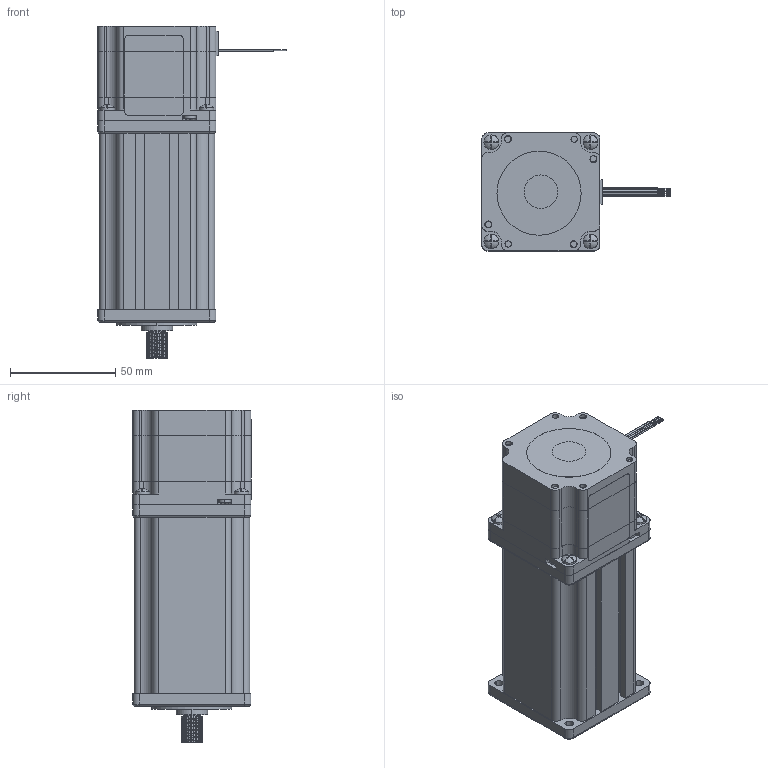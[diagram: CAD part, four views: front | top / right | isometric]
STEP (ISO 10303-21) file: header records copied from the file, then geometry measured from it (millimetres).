
FILE_DESCRIPTION (( 'STEP AP214' ), '1' );
FILE_NAME ('23C21-150.STEP', '2023-03-07T07:52:55', ( '' ), ( '' ), 'SwSTEP 2.0', 'SolidWorks 2022', '' );
FILE_SCHEMA (( 'AUTOMOTIVE_DESIGN' ));
Length unit declared in the file: millimetre
Products named in the file (33): 15-001-037(23H2047）.STP; 05-0135-7（固定轴电机螺杆）.STP; 09-009-3(绿).STP; 10-014（固定轴轴套）.STP; 23C21-150.STP; 02-026-3(3A).STP; 10-004(调整垫).STP; 23C21-150; 07-005（57磁钢）.STP; 11-031固定轴螺钉.STP; 03-023(23E2047转子总成).STP; 06-015-11（固定轴电机螺母W导程）.STP; 01-030（固定轴客户安装板）.STP; 08-008-7（滑轨）.STP; 01-011(前盖).STP; 01-028（固定轴电机安装板）.STP; 07-011(6902ZZ).STP; 02-025(23H2047).STP; 57单厚标签.STP; 09-009-2(红白).STP; 润滑油脂.STP; 12-008(4线护线套).STP; 03-021(23H2047转子叠片).STP; 01-012(后盖).STP; 11-009(M3x41).STP; 04-027-7(固定轴电机标准轴）.STP; 09-009-4(绿白).STP; 04-017.STP; 11-022（固定轴销）.STP; 09-009-1(红).STP; 57铭牌.STP; 06-009(预紧螺母).STP; 12-020-1(23H2047).STP
Assembly tree (49 placements, depth 4):
  23C21-150
    23C21-150.STP
      02-026-3(3A).STP
        02-025(23H2047).STP
        12-020-1(23H2047).STP  x2
        15-001-037(23H2047）.STP
        12-008(4线护线套).STP
        09-009-1(红).STP
        09-009-2(红白).STP
        09-009-3(绿).STP
        09-009-4(绿白).STP
      03-023(23E2047转子总成).STP
        03-021(23H2047转子叠片).STP
        07-005（57磁钢）.STP
        04-017.STP
      01-011(前盖).STP
      01-012(后盖).STP
      06-009(预紧螺母).STP
      07-011(6902ZZ).STP  x2
      10-004(调整垫).STP
      11-009(M3x41).STP  x4
      润滑油脂.STP
      01-028（固定轴电机安装板）.STP
      01-030（固定轴客户安装板）.STP
      08-008-7（滑轨）.STP
      11-022（固定轴销）.STP  x2
      11-031固定轴螺钉.STP  x12
      10-014（固定轴轴套）.STP
      05-0135-7（固定轴电机螺杆）.STP
      06-015-11（固定轴电机螺母W导程）.STP
      04-027-7(固定轴电机标准轴）.STP
      57单厚标签.STP
      57铭牌.STP
Bounding box: 89.6 x 56.3 x 157.85 mm (x, y, z)
Volume: 244168.4 mm3; surface area: 169568.2 mm2
Topology: 56 solids, 64 shells, 3211 faces, 9038 edges, 5985 vertices
Faces by surface type: cylinder 1801, plane 1291, torus 44, cone 37, sphere 28, bspline 10
Entity records: 97255 total; most frequent: CARTESIAN_POINT 27963, DIRECTION 14533, ORIENTED_EDGE 14126, EDGE_CURVE 7070, AXIS2_PLACEMENT_3D 5468, VERTEX_POINT 4671, VECTOR 3597, LINE 3597
